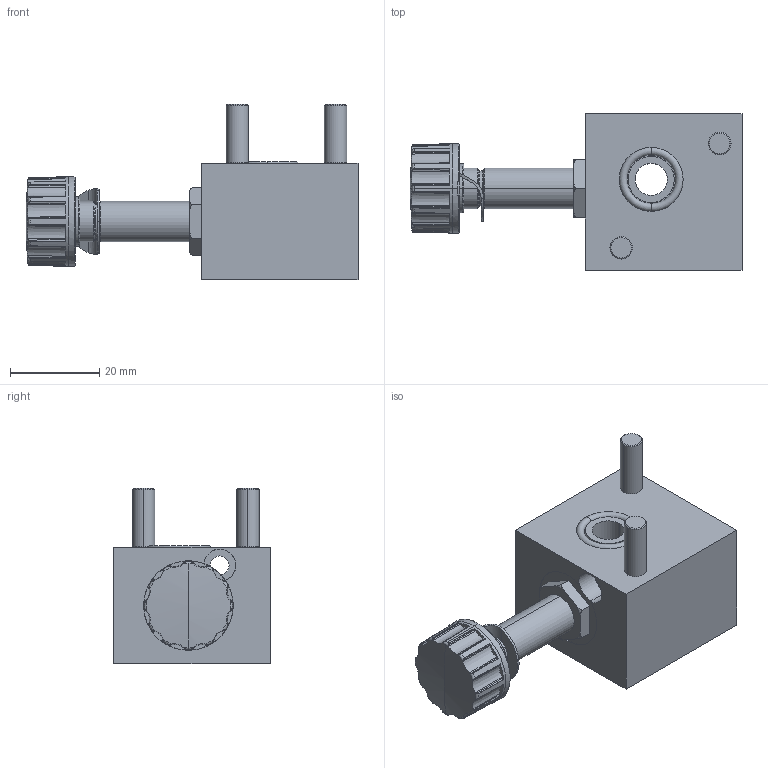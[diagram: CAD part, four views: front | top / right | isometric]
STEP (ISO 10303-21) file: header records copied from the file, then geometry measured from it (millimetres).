
FILE_DESCRIPTION (( 'STEP AP214' ), '1' );
FILE_NAME ('00_096_3.STEP', '2016-01-12T16:54:44', ( '' ), ( '' ), 'SwSTEP 2.0', 'SolidWorks 2016', '' );
FILE_SCHEMA (( 'AUTOMOTIVE_DESIGN' ));
Length unit declared in the file: millimetre
Products named in the file (1): 00_096_3
Bounding box: 74.2 x 35 x 39.2 mm (x, y, z)
Volume: 35529.7 mm3; surface area: 13561 mm2
Topology: 4 solids, 6 shells, 349 faces, 919 edges, 591 vertices
Faces by surface type: plane 138, cone 94, cylinder 69, torus 42, bspline 4, sphere 2
Entity records: 14892 total; most frequent: CARTESIAN_POINT 3200, ORIENTED_EDGE 1830, DIRECTION 1658, EDGE_CURVE 915, AXIS2_PLACEMENT_3D 665, VERTEX_POINT 591, EDGE_LOOP 376, ADVANCED_FACE 349
